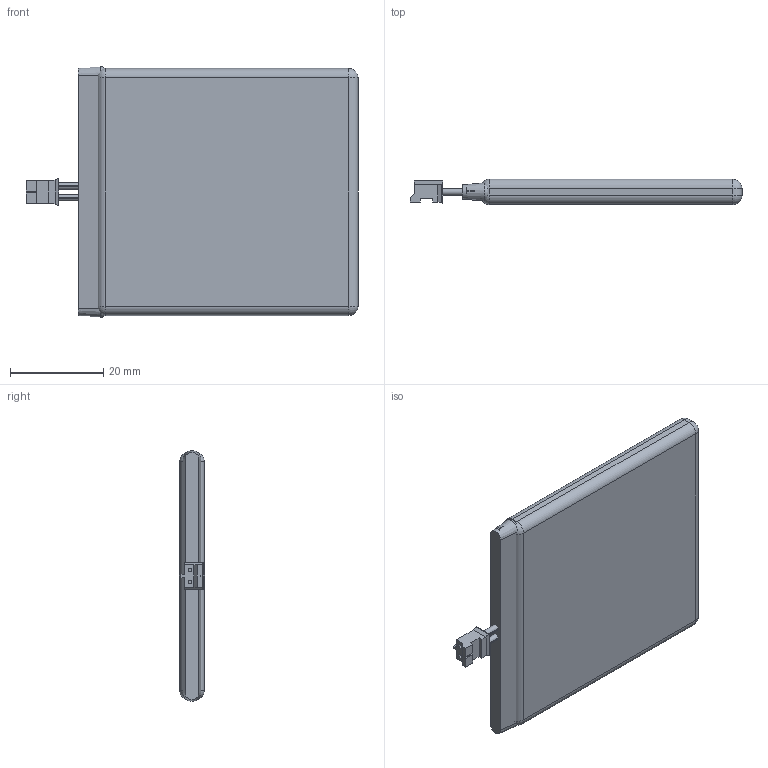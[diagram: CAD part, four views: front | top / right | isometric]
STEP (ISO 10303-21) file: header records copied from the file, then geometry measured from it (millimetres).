
FILE_DESCRIPTION(/* description */ (''),/* implementation_level */ '2;1');
FILE_NAME(/* name */ 'LiPo Battery v5.step',/* time_stamp */ '2019-03-05T13:40:22-08:00',/* author */ ('adrianhats'),/* organization */ (''),/* preprocessor_version */ 'ST-DEVELOPER v17.2',/* originating_system */ 'Autodesk Translation Framework v7.6.0.251',/* authorisation */ '');
FILE_SCHEMA (('AUTOMOTIVE_DESIGN { 1 0 10303 214 3 1 1 }'));
Length unit declared in the file: millimetre
Products named in the file (1): LiPo Battery
Bounding box: 71.2 x 5.38 x 53.84 mm (x, y, z)
Volume: 17128.6 mm3; surface area: 9010.8 mm2
Topology: 7 solids, 7 shells, 97 faces, 215 edges, 134 vertices
Faces by surface type: plane 63, cylinder 22, sphere 8, torus 2, cone 2
Entity records: 2704 total; most frequent: DIRECTION 461, CARTESIAN_POINT 447, ORIENTED_EDGE 430, EDGE_CURVE 215, LINE 165, VECTOR 165, AXIS2_PLACEMENT_3D 148, VERTEX_POINT 134
